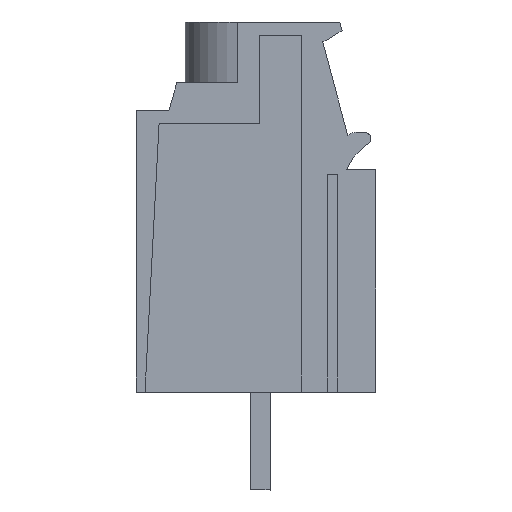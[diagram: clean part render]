
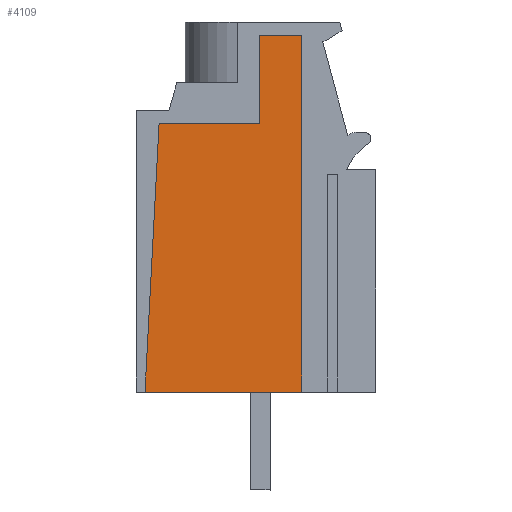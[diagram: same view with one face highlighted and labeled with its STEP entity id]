
A CAD part, left-side view. The second image highlights one B-rep face of the part: STEP entity #4109.
In plain terms, the highlighted planar face has unit normal (-1, 0, 0).
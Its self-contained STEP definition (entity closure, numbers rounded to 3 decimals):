
#4099=AXIS2_PLACEMENT_3D('Plane Axis2P3D',#4096,#4097,#4098) ;
#2139=CARTESIAN_POINT('Vertex',(1.,3.4,4.5)) ;
#2142=CARTESIAN_POINT('Line Origine',(1.,7.,4.5)) ;
#2146=CARTESIAN_POINT('Vertex',(1.,10.6,4.5)) ;
#3596=CARTESIAN_POINT('Vertex',(1.,9.953,16.85)) ;
#3599=CARTESIAN_POINT('Line Origine',(1.,10.276,10.675)) ;
#3621=CARTESIAN_POINT('Vertex',(1.,5.35,16.85)) ;
#3624=CARTESIAN_POINT('Line Origine',(1.,7.651,16.85)) ;
#3646=CARTESIAN_POINT('Vertex',(1.,5.35,20.9)) ;
#3649=CARTESIAN_POINT('Line Origine',(1.,5.35,18.875)) ;
#3671=CARTESIAN_POINT('Vertex',(1.,3.4,20.9)) ;
#3674=CARTESIAN_POINT('Line Origine',(1.,4.375,20.9)) ;
#3692=CARTESIAN_POINT('Line Origine',(1.,3.4,12.7)) ;
#4096=CARTESIAN_POINT('Axis2P3D Location',(1.,11.,1.3)) ;
#2143=DIRECTION('Vector Direction',(0.,1.,0.)) ;
#3600=DIRECTION('Vector Direction',(0.,-0.052,0.999)) ;
#3625=DIRECTION('Vector Direction',(0.,1.,0.)) ;
#3650=DIRECTION('Vector Direction',(0.,0.,-1.)) ;
#3675=DIRECTION('Vector Direction',(0.,1.,0.)) ;
#3693=DIRECTION('Vector Direction',(0.,0.,1.)) ;
#4097=DIRECTION('Axis2P3D Direction',(-1.,0.,0.)) ;
#4098=DIRECTION('Axis2P3D XDirection',(0.,-1.,0.)) ;
#2144=VECTOR('Line Direction',#2143,1.) ;
#3601=VECTOR('Line Direction',#3600,1.) ;
#3626=VECTOR('Line Direction',#3625,1.) ;
#3651=VECTOR('Line Direction',#3650,1.) ;
#3676=VECTOR('Line Direction',#3675,1.) ;
#3694=VECTOR('Line Direction',#3693,1.) ;
#4102=ORIENTED_EDGE('',*,*,#3653,.T.) ;
#4103=ORIENTED_EDGE('',*,*,#3628,.T.) ;
#4104=ORIENTED_EDGE('',*,*,#3603,.T.) ;
#4105=ORIENTED_EDGE('',*,*,#2148,.T.) ;
#4106=ORIENTED_EDGE('',*,*,#3696,.T.) ;
#4107=ORIENTED_EDGE('',*,*,#3678,.T.) ;
#4109=ADVANCED_FACE('HOUSING',(#4108),#4100,.T.) ;
#2148=EDGE_CURVE('',#2147,#2140,#2145,.F.) ;
#3603=EDGE_CURVE('',#3597,#2147,#3602,.F.) ;
#3628=EDGE_CURVE('',#3622,#3597,#3627,.T.) ;
#3653=EDGE_CURVE('',#3647,#3622,#3652,.T.) ;
#3678=EDGE_CURVE('',#3672,#3647,#3677,.T.) ;
#3696=EDGE_CURVE('',#2140,#3672,#3695,.T.) ;
#4101=EDGE_LOOP('',(#4102,#4103,#4104,#4105,#4106,#4107)) ;
#4108=FACE_OUTER_BOUND('',#4101,.T.) ;
#2145=LINE('Line',#2142,#2144) ;
#3602=LINE('Line',#3599,#3601) ;
#3627=LINE('Line',#3624,#3626) ;
#3652=LINE('Line',#3649,#3651) ;
#3677=LINE('Line',#3674,#3676) ;
#3695=LINE('Line',#3692,#3694) ;
#4100=PLANE('',#4099) ;
#2140=VERTEX_POINT('',#2139) ;
#2147=VERTEX_POINT('',#2146) ;
#3597=VERTEX_POINT('',#3596) ;
#3622=VERTEX_POINT('',#3621) ;
#3647=VERTEX_POINT('',#3646) ;
#3672=VERTEX_POINT('',#3671) ;
